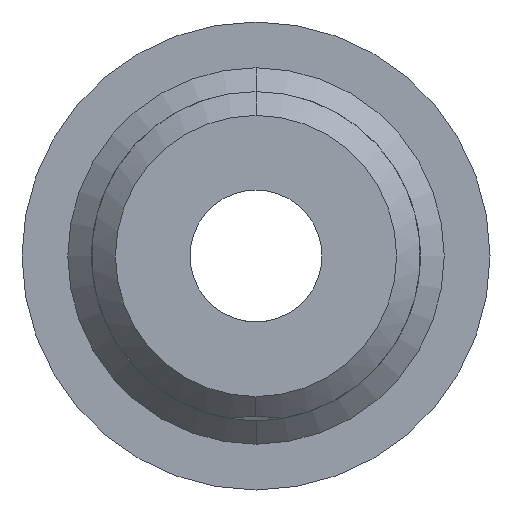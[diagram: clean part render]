
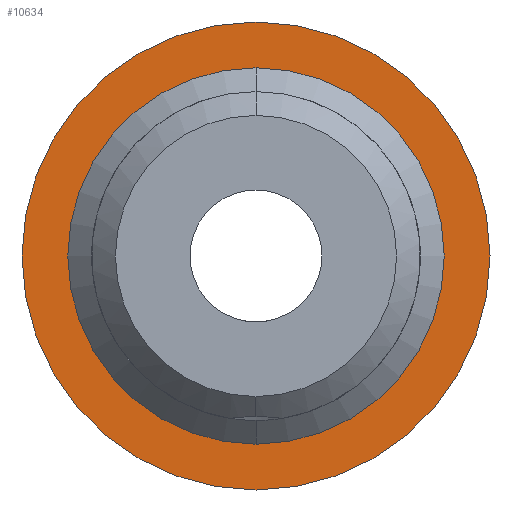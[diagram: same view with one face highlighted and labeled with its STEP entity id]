
A CAD part, front view. The second image highlights one B-rep face of the part: STEP entity #10634.
In plain terms, the highlighted planar face has unit normal (0, -1, 0).
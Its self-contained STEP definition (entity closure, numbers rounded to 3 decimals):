
#247 = DIRECTION ( 'NONE',  ( 0., 0., 1. ) ) ;
#402 = EDGE_LOOP ( 'NONE', ( #9020, #4534 ) ) ;
#480 = FACE_OUTER_BOUND ( 'NONE', #402, .T. ) ;
#503 = CIRCLE ( 'NONE', #1621, 11.85 ) ;
#994 = AXIS2_PLACEMENT_3D ( 'NONE', #10043, #7451, #5640 ) ;
#1320 = DIRECTION ( 'NONE',  ( 0., 1., 0. ) ) ;
#1621 = AXIS2_PLACEMENT_3D ( 'NONE', #2311, #1320, #7666 ) ;
#1923 = CIRCLE ( 'NONE', #994, 14.732 ) ;
#2311 = CARTESIAN_POINT ( 'NONE',  ( 0., -4.125, 0. ) ) ;
#2419 = ORIENTED_EDGE ( 'NONE', *, *, #4131, .T. ) ;
#2650 = CIRCLE ( 'NONE', #3597, 14.732 ) ;
#3597 = AXIS2_PLACEMENT_3D ( 'NONE', #10336, #11156, #11216 ) ;
#3605 = CARTESIAN_POINT ( 'NONE',  ( 0., -4.125, 11.85 ) ) ;
#4071 = PLANE ( 'NONE',  #5960 ) ;
#4131 = EDGE_CURVE ( 'NONE', #8082, #4827, #8079, .T. ) ;
#4534 = ORIENTED_EDGE ( 'NONE', *, *, #5793, .F. ) ;
#4827 = VERTEX_POINT ( 'NONE', #8491 ) ;
#4948 = FACE_BOUND ( 'NONE', #11228, .T. ) ;
#5264 = VERTEX_POINT ( 'NONE', #11529 ) ;
#5640 = DIRECTION ( 'NONE',  ( 0., 0., 1. ) ) ;
#5793 = EDGE_CURVE ( 'NONE', #5264, #11628, #1923, .T. ) ;
#5960 = AXIS2_PLACEMENT_3D ( 'NONE', #7647, #8308, #247 ) ;
#6003 = DIRECTION ( 'NONE',  ( 0., 1., 0. ) ) ;
#7451 = DIRECTION ( 'NONE',  ( 0., 1., 0. ) ) ;
#7647 = CARTESIAN_POINT ( 'NONE',  ( 0., -4.125, 0. ) ) ;
#7666 = DIRECTION ( 'NONE',  ( 0., 0., 1. ) ) ;
#8079 = CIRCLE ( 'NONE', #8271, 11.85 ) ;
#8082 = VERTEX_POINT ( 'NONE', #3605 ) ;
#8271 = AXIS2_PLACEMENT_3D ( 'NONE', #10461, #6003, #8706 ) ;
#8308 = DIRECTION ( 'NONE',  ( 0., 1., 0. ) ) ;
#8491 = CARTESIAN_POINT ( 'NONE',  ( 0., -4.125, -11.85 ) ) ;
#8706 = DIRECTION ( 'NONE',  ( 0., 0., 1. ) ) ;
#8734 = EDGE_CURVE ( 'NONE', #11628, #5264, #2650, .T. ) ;
#9020 = ORIENTED_EDGE ( 'NONE', *, *, #8734, .F. ) ;
#10043 = CARTESIAN_POINT ( 'NONE',  ( 0., -4.125, 0. ) ) ;
#10139 = EDGE_CURVE ( 'NONE', #4827, #8082, #503, .T. ) ;
#10237 = CARTESIAN_POINT ( 'NONE',  ( 0., -4.125, 14.732 ) ) ;
#10336 = CARTESIAN_POINT ( 'NONE',  ( 0., -4.125, 0. ) ) ;
#10430 = ORIENTED_EDGE ( 'NONE', *, *, #10139, .T. ) ;
#10461 = CARTESIAN_POINT ( 'NONE',  ( 0., -4.125, 0. ) ) ;
#10634 = ADVANCED_FACE ( 'NONE', ( #4948, #480 ), #4071, .F. ) ;
#11156 = DIRECTION ( 'NONE',  ( 0., 1., 0. ) ) ;
#11216 = DIRECTION ( 'NONE',  ( 0., 0., 1. ) ) ;
#11228 = EDGE_LOOP ( 'NONE', ( #2419, #10430 ) ) ;
#11529 = CARTESIAN_POINT ( 'NONE',  ( 0., -4.125, -14.732 ) ) ;
#11628 = VERTEX_POINT ( 'NONE', #10237 ) ;
